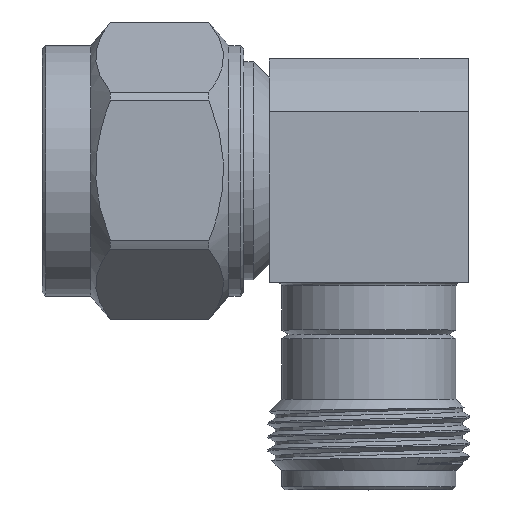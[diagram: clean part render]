
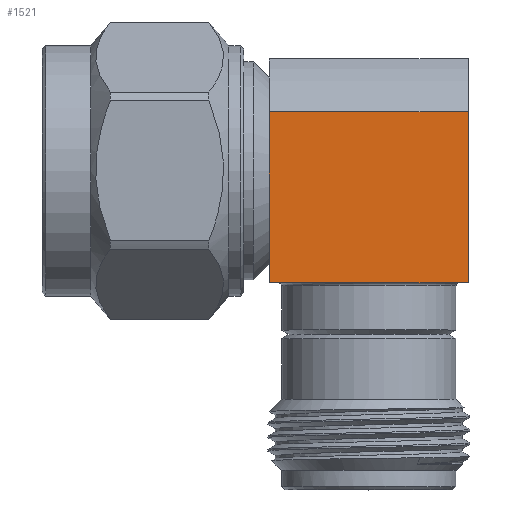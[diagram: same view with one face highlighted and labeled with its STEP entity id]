
A CAD part, top view. The second image highlights one B-rep face of the part: STEP entity #1521.
In plain terms, the highlighted planar face has unit normal (0, 0, 1).
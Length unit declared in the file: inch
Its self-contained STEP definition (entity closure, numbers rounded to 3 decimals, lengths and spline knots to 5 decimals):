
#24 = ORIENTED_EDGE ( 'NONE', *, *, #730, .T. ) ;
#162 = CARTESIAN_POINT ( 'NONE',  ( 1.3189, -0.34646, 0.34252 ) ) ;
#252 = DIRECTION ( 'NONE',  ( 0., -1., 0. ) ) ;
#282 = CARTESIAN_POINT ( 'NONE',  ( 0.70317, -0.34646, 0.34252 ) ) ;
#717 = DIRECTION ( 'NONE',  ( 0., 0., -1. ) ) ;
#730 = EDGE_CURVE ( 'NONE', #3258, #5546, #1952, .T. ) ;
#784 = LINE ( 'NONE', #1767, #6521 ) ;
#996 = CARTESIAN_POINT ( 'NONE',  ( 1.3189, -0.34646, 0.34252 ) ) ;
#1471 = CARTESIAN_POINT ( 'NONE',  ( 1.3189, 0.18246, 0.34252 ) ) ;
#1502 = LINE ( 'NONE', #996, #3442 ) ;
#1521 = ADVANCED_FACE ( 'NONE', ( #2338 ), #6487, .F. ) ;
#1582 = EDGE_CURVE ( 'NONE', #5546, #2496, #784, .T. ) ;
#1637 = AXIS2_PLACEMENT_3D ( 'NONE', #1798, #717, #252 ) ;
#1767 = CARTESIAN_POINT ( 'NONE',  ( 0.70317, -0.34646, 0.34252 ) ) ;
#1798 = CARTESIAN_POINT ( 'NONE',  ( -0.2712, -0.34646, 0.34252 ) ) ;
#1952 = LINE ( 'NONE', #3494, #4460 ) ;
#1994 = VECTOR ( 'NONE', #3359, 39.37008 ) ;
#2338 = FACE_OUTER_BOUND ( 'NONE', #3645, .T. ) ;
#2496 = VERTEX_POINT ( 'NONE', #282 ) ;
#2505 = ORIENTED_EDGE ( 'NONE', *, *, #5323, .T. ) ;
#2928 = VERTEX_POINT ( 'NONE', #162 ) ;
#3258 = VERTEX_POINT ( 'NONE', #1471 ) ;
#3333 = CARTESIAN_POINT ( 'NONE',  ( 0.70317, 0.18246, 0.34252 ) ) ;
#3359 = DIRECTION ( 'NONE',  ( 1., 0., 0. ) ) ;
#3442 = VECTOR ( 'NONE', #4024, 39.37008 ) ;
#3451 = ORIENTED_EDGE ( 'NONE', *, *, #1582, .T. ) ;
#3494 = CARTESIAN_POINT ( 'NONE',  ( 0.6789, 0.18246, 0.34252 ) ) ;
#3645 = EDGE_LOOP ( 'NONE', ( #2505, #24, #3451, #6044 ) ) ;
#4024 = DIRECTION ( 'NONE',  ( 0., 1., 0. ) ) ;
#4043 = DIRECTION ( 'NONE',  ( -1., 0., 0. ) ) ;
#4309 = EDGE_CURVE ( 'NONE', #2496, #2928, #4355, .T. ) ;
#4355 = LINE ( 'NONE', #6449, #1994 ) ;
#4460 = VECTOR ( 'NONE', #4043, 39.37008 ) ;
#5323 = EDGE_CURVE ( 'NONE', #2928, #3258, #1502, .T. ) ;
#5546 = VERTEX_POINT ( 'NONE', #3333 ) ;
#5924 = DIRECTION ( 'NONE',  ( 0., -1., 0. ) ) ;
#6044 = ORIENTED_EDGE ( 'NONE', *, *, #4309, .T. ) ;
#6449 = CARTESIAN_POINT ( 'NONE',  ( -0.2712, -0.34646, 0.34252 ) ) ;
#6487 = PLANE ( 'NONE',  #1637 ) ;
#6521 = VECTOR ( 'NONE', #5924, 39.37008 ) ;
